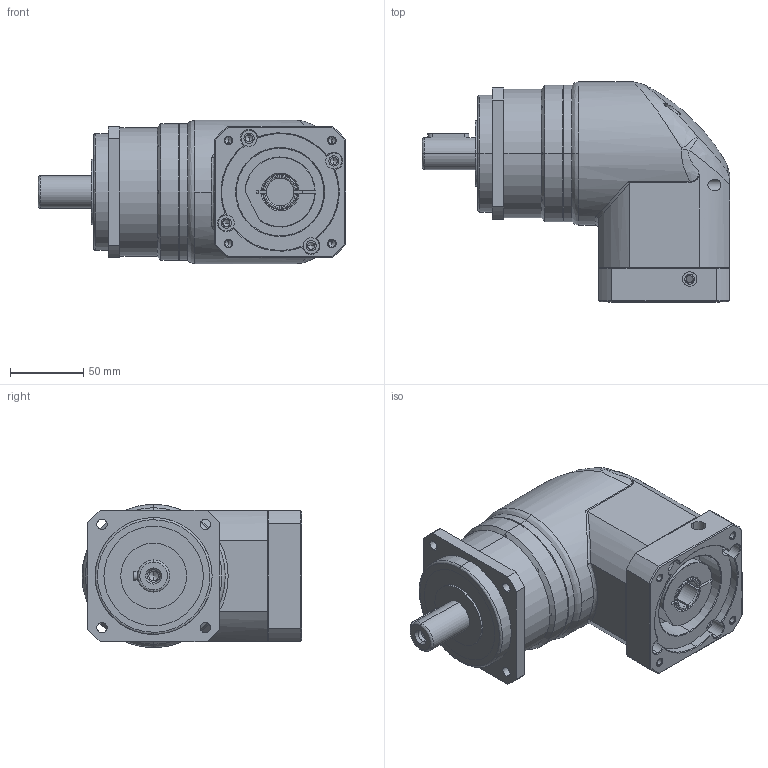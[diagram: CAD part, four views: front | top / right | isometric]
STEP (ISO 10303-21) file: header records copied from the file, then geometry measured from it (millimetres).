
FILE_DESCRIPTION (( 'STEP AP214' ), '1' );
FILE_NAME ('PBL090-L1-19-80-100M6.STEP', '2024-01-06T01:38:26', ( 'admin' ), ( '' ), 'SwSTEP 2.0', 'SolidWorks 2013', '' );
FILE_SCHEMA (( 'AUTOMOTIVE_DESIGN' ));
Length unit declared in the file: millimetre
Products named in the file (5): SBL090_X2_6CD55170_X0_-80-100M6; PB090_X2_8F9351FA7AEF_X0_; SBL090_X2_8F9351658F7495017D2773AF_X0_-19; SDL090-19; PBL090-L1-19-80-100M6
Assembly tree (4 placements, depth 2):
  PBL090-L1-19-80-100M6
    SDL090-19
    SBL090_X2_8F9351658F7495017D2773AF_X0_-19
    PB090_X2_8F9351FA7AEF_X0_
    SBL090_X2_6CD55170_X0_-80-100M6
Bounding box: 210.6 x 150.5 x 98 mm (x, y, z)
Volume: 1413513.9 mm3; surface area: 162844.6 mm2
Topology: 4 solids, 7 shells, 389 faces, 993 edges, 610 vertices
Faces by surface type: cylinder 173, plane 101, cone 90, bspline 23, torus 2
Entity records: 18988 total; most frequent: CARTESIAN_POINT 5251, DIRECTION 1976, ORIENTED_EDGE 1910, EDGE_CURVE 955, AXIS2_PLACEMENT_3D 791, VERTEX_POINT 610, EDGE_LOOP 459, CIRCLE 418
